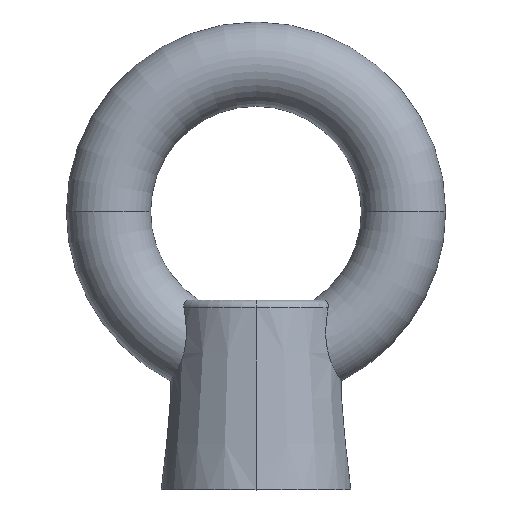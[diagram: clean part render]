
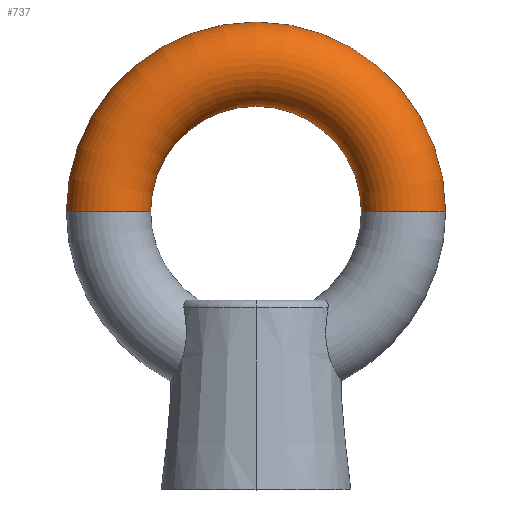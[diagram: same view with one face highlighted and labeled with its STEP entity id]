
A CAD part, top view. The second image highlights one B-rep face of the part: STEP entity #737.
In plain terms, the highlighted toroidal (fillet/blend) face has major radius 35 mm and minor radius 10 mm.
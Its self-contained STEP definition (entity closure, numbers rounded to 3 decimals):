
#66 = CARTESIAN_POINT ( 'NONE',  ( 45., 0., 0. ) ) ;
#97 = CARTESIAN_POINT ( 'NONE',  ( -45., 0., 0. ) ) ;
#136 = CARTESIAN_POINT ( 'NONE',  ( 25., 0., 0. ) ) ;
#137 = CARTESIAN_POINT ( 'NONE',  ( -25., 0., 0. ) ) ;
#221 = DIRECTION ( 'NONE',  ( -1., 0., 0. ) ) ;
#222 = DIRECTION ( 'NONE',  ( 0., 0., -1. ) ) ;
#223 = AXIS2_PLACEMENT_3D ( 'NONE', #229, #222, #221 ) ;
#224 = CIRCLE ( 'NONE', #223, 45. ) ;
#225 = DIRECTION ( 'NONE',  ( -1., 0., 0. ) ) ;
#226 = DIRECTION ( 'NONE',  ( 0., 0., -1. ) ) ;
#227 = AXIS2_PLACEMENT_3D ( 'NONE', #340, #226, #225 ) ;
#228 = CIRCLE ( 'NONE', #227, 25. ) ;
#229 = CARTESIAN_POINT ( 'NONE',  ( 0., 0., 0. ) ) ;
#252 = FACE_OUTER_BOUND ( 'NONE', #738, .T. ) ;
#254 = TOROIDAL_SURFACE ( 'NONE', #282, 35., 10. ) ;
#280 = DIRECTION ( 'NONE',  ( 0., 0., -1. ) ) ;
#281 = CARTESIAN_POINT ( 'NONE',  ( 0., 0., 0. ) ) ;
#282 = AXIS2_PLACEMENT_3D ( 'NONE', #281, #280, #355 ) ;
#340 = CARTESIAN_POINT ( 'NONE',  ( 0., 0., 0. ) ) ;
#355 = DIRECTION ( 'NONE',  ( -1., 0., 0. ) ) ;
#380 = DIRECTION ( 'NONE',  ( 0., 0., -1. ) ) ;
#381 = DIRECTION ( 'NONE',  ( 0., -1., 0. ) ) ;
#382 = AXIS2_PLACEMENT_3D ( 'NONE', #388, #381, #380 ) ;
#383 = CIRCLE ( 'NONE', #382, 10. ) ;
#388 = CARTESIAN_POINT ( 'NONE',  ( -35., 0., 0. ) ) ;
#443 = DIRECTION ( 'NONE',  ( 0., 1., 0. ) ) ;
#444 = CIRCLE ( 'NONE', #446, 10. ) ;
#445 = CARTESIAN_POINT ( 'NONE',  ( 35., 0., 0. ) ) ;
#446 = AXIS2_PLACEMENT_3D ( 'NONE', #445, #443, #449 ) ;
#449 = DIRECTION ( 'NONE',  ( -1., 0., 0. ) ) ;
#613 = VERTEX_POINT ( 'NONE', #136 ) ;
#623 = ORIENTED_EDGE ( 'NONE', *, *, #670, .F. ) ;
#625 = VERTEX_POINT ( 'NONE', #66 ) ;
#646 = VERTEX_POINT ( 'NONE', #137 ) ;
#653 = VERTEX_POINT ( 'NONE', #97 ) ;
#667 = EDGE_CURVE ( 'NONE', #646, #613, #228, .T. ) ;
#670 = EDGE_CURVE ( 'NONE', #653, #625, #224, .T. ) ;
#725 = EDGE_CURVE ( 'NONE', #646, #653, #383, .T. ) ;
#729 = ORIENTED_EDGE ( 'NONE', *, *, #725, .F. ) ;
#737 = ADVANCED_FACE ( 'NONE', ( #252 ), #254, .T. ) ;
#738 = EDGE_LOOP ( 'NONE', ( #623, #729, #756, #757 ) ) ;
#749 = EDGE_CURVE ( 'NONE', #613, #625, #444, .T. ) ;
#756 = ORIENTED_EDGE ( 'NONE', *, *, #667, .T. ) ;
#757 = ORIENTED_EDGE ( 'NONE', *, *, #749, .T. ) ;
